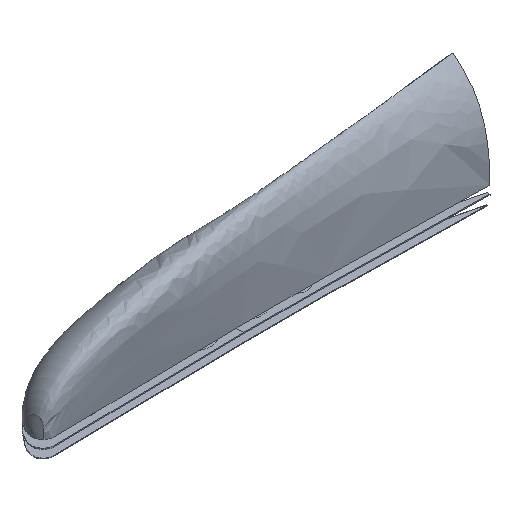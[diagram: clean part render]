
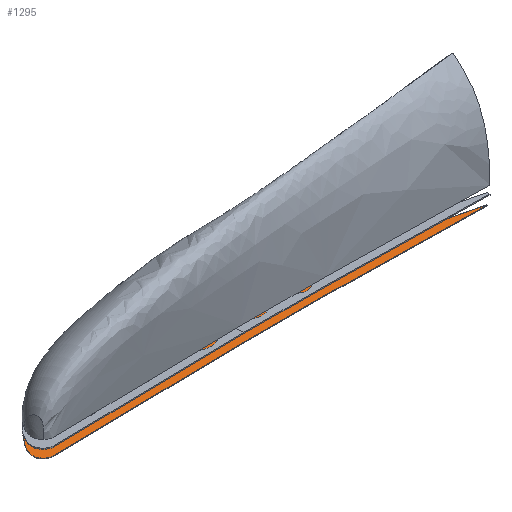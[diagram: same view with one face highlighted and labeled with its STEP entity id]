
A CAD part, isometric view. The second image highlights one B-rep face of the part: STEP entity #1295.
In plain terms, the highlighted free-form (B-spline) face has degree [1, 1] with [2, 2] control points.
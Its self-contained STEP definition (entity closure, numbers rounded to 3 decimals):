
#1085 = EDGE_CURVE('',#1086,#1088,#1090,.T.);
#1086 = VERTEX_POINT('',#1087);
#1087 = CARTESIAN_POINT('',(17.92,0.002,
    -29.387));
#1088 = VERTEX_POINT('',#1089);
#1089 = CARTESIAN_POINT('',(0.541,21.966,
    -29.387));
#1090 = ( BOUNDED_CURVE() B_SPLINE_CURVE(2,(#1091,#1092,#1093),
.UNSPECIFIED.,.F.,.F.) B_SPLINE_CURVE_WITH_KNOTS((3,3),(4.696,
6.532),.PIECEWISE_BEZIER_KNOTS.) CURVE() 
GEOMETRIC_REPRESENTATION_ITEM() RATIONAL_B_SPLINE_CURVE((1.,
0.608,1.)) REPRESENTATION_ITEM('') );
#1091 = CARTESIAN_POINT('',(17.92,0.002,
    -29.387));
#1092 = CARTESIAN_POINT('',(-5.124,-0.374,
    -29.387));
#1093 = CARTESIAN_POINT('',(0.541,21.966,
    -29.387));
#1140 = VERTEX_POINT('',#1141);
#1141 = CARTESIAN_POINT('',(764.05,0.735,
    -29.387));
#1146 = EDGE_CURVE('',#1088,#1140,#1147,.T.);
#1147 = B_SPLINE_CURVE_WITH_KNOTS('',3,(#1148,#1149,#1150,#1151,#1152,
    #1153,#1154,#1155),.UNSPECIFIED.,.F.,.F.,(4,1,1,1,1,4),(0.,
    0.121,0.216,0.399,0.585,1.),
  .UNSPECIFIED.);
#1148 = CARTESIAN_POINT('',(0.541,21.966,
    -29.387));
#1149 = CARTESIAN_POINT('',(7.829,50.707,
    -29.387));
#1150 = CARTESIAN_POINT('',(67.784,89.717,
    -29.387));
#1151 = CARTESIAN_POINT('',(168.725,112.674,
    -29.387));
#1152 = CARTESIAN_POINT('',(295.272,101.848,
    -29.387));
#1153 = CARTESIAN_POINT('',(501.663,73.774,
    -29.387));
#1154 = CARTESIAN_POINT('',(656.003,23.251,
    -29.387));
#1155 = CARTESIAN_POINT('',(764.05,0.735,
    -29.387));
#1177 = EDGE_CURVE('',#1140,#1178,#1180,.T.);
#1178 = VERTEX_POINT('',#1179);
#1179 = CARTESIAN_POINT('',(764.05,0.,-29.387));
#1180 = B_SPLINE_CURVE_WITH_KNOTS('',1,(#1181,#1182),.UNSPECIFIED.,.F.,
  .F.,(2,2),(0.,0.5),.PIECEWISE_BEZIER_KNOTS.);
#1181 = CARTESIAN_POINT('',(764.05,0.735,
    -29.387));
#1182 = CARTESIAN_POINT('',(764.05,0.,-29.387));
#1205 = EDGE_CURVE('',#1178,#1206,#1208,.T.);
#1206 = VERTEX_POINT('',#1207);
#1207 = CARTESIAN_POINT('',(489.901,5.141,
    -29.387));
#1208 = B_SPLINE_CURVE_WITH_KNOTS('',1,(#1209,#1210),.UNSPECIFIED.,.F.,
  .F.,(2,2),(0.,186.614),.PIECEWISE_BEZIER_KNOTS.);
#1209 = CARTESIAN_POINT('',(764.05,0.,-29.387));
#1210 = CARTESIAN_POINT('',(489.901,5.141,
    -29.387));
#1243 = VERTEX_POINT('',#1244);
#1244 = CARTESIAN_POINT('',(342.969,5.318,
    -29.387));
#1249 = EDGE_CURVE('',#1206,#1243,#1250,.T.);
#1250 = ( BOUNDED_CURVE() B_SPLINE_CURVE(2,(#1251,#1252,#1253),
.UNSPECIFIED.,.F.,.F.) B_SPLINE_CURVE_WITH_KNOTS((3,3),(4.694,
4.729),.PIECEWISE_BEZIER_KNOTS.) CURVE() 
GEOMETRIC_REPRESENTATION_ITEM() RATIONAL_B_SPLINE_CURVE((1.,
1.,1.)) REPRESENTATION_ITEM('') );
#1251 = CARTESIAN_POINT('',(489.901,5.141,
    -29.387));
#1252 = CARTESIAN_POINT('',(416.437,6.519,
    -29.387));
#1253 = CARTESIAN_POINT('',(342.969,5.318,
    -29.387));
#1265 = EDGE_CURVE('',#1243,#1086,#1266,.T.);
#1266 = B_SPLINE_CURVE_WITH_KNOTS('',1,(#1267,#1268),.UNSPECIFIED.,.F.,
  .F.,(2,2),(0.,221.252),.PIECEWISE_BEZIER_KNOTS.);
#1267 = CARTESIAN_POINT('',(342.969,5.318,
    -29.387));
#1268 = CARTESIAN_POINT('',(17.92,0.002,
    -29.387));
#1295 = ADVANCED_FACE('',(#1296),#1304,.F.);
#1296 = FACE_BOUND('',#1297,.T.);
#1297 = EDGE_LOOP('',(#1298,#1299,#1300,#1301,#1302,#1303));
#1298 = ORIENTED_EDGE('',*,*,#1085,.F.);
#1299 = ORIENTED_EDGE('',*,*,#1265,.F.);
#1300 = ORIENTED_EDGE('',*,*,#1249,.F.);
#1301 = ORIENTED_EDGE('',*,*,#1205,.F.);
#1302 = ORIENTED_EDGE('',*,*,#1177,.F.);
#1303 = ORIENTED_EDGE('',*,*,#1146,.F.);
#1304 = B_SPLINE_SURFACE_WITH_KNOTS('',1,1,(
    (#1305,#1306)
    ,(#1307,#1308
    )),.UNSPECIFIED.,.F.,.F.,.F.,(2,2),(2,2),(-508.,12.),(-12.,
    64.684),.PIECEWISE_BEZIER_KNOTS.);
#1305 = CARTESIAN_POINT('',(764.05,0.,-29.387));
#1306 = CARTESIAN_POINT('',(764.05,112.674,
    -29.387));
#1307 = CARTESIAN_POINT('',(0.,0.,-29.387));
#1308 = CARTESIAN_POINT('',(0.,112.674,-29.387));
